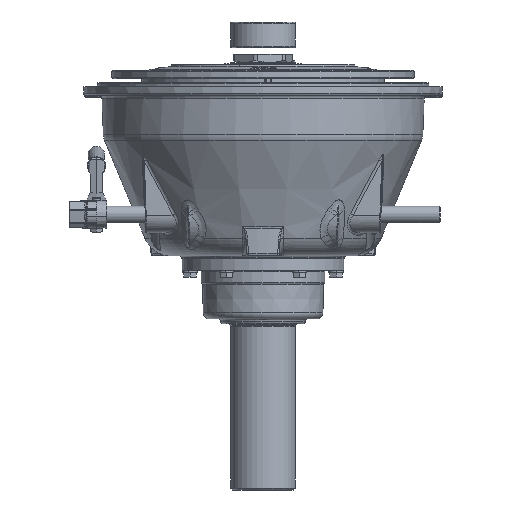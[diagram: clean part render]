
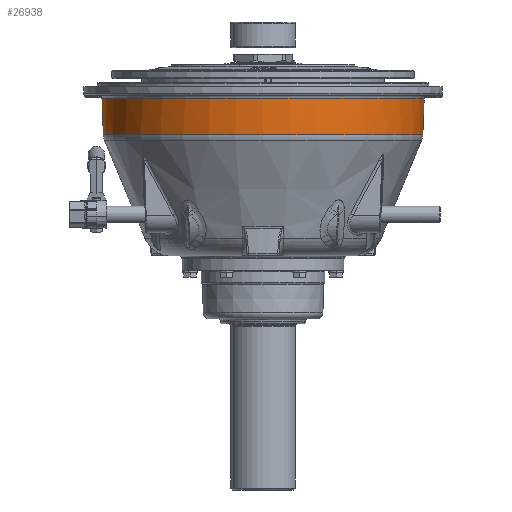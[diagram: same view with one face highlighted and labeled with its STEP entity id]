
A CAD part, front view. The second image highlights one B-rep face of the part: STEP entity #26938.
In plain terms, the highlighted conical face has half-angle 2.082 degrees and reference radius 246.481 mm.
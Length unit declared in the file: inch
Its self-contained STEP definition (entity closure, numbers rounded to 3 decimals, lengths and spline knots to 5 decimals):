
#740 = ORIENTED_EDGE ( 'NONE', *, *, #70441, .T. ) ;
#2349 = VERTEX_POINT ( 'NONE', #40981 ) ;
#3163 = AXIS2_PLACEMENT_3D ( 'NONE', #57726, #18233, #64381 ) ;
#5103 = FACE_OUTER_BOUND ( 'NONE', #51486, .T. ) ;
#5643 = DIRECTION ( 'NONE',  ( 0., 0., -1. ) ) ;
#5655 = AXIS2_PLACEMENT_3D ( 'NONE', #65344, #25805, #71942 ) ;
#6134 = CARTESIAN_POINT ( 'NONE',  ( -9.76809, -0.54941, -0.72814 ) ) ;
#6600 = CARTESIAN_POINT ( 'NONE',  ( 9.76895, -0.55027, -0.70314 ) ) ;
#7708 = CIRCLE ( 'NONE', #84587, 9.78517 ) ;
#7896 = CARTESIAN_POINT ( 'NONE',  ( 9.70397, 0., -2.91633 ) ) ;
#11117 = VERTEX_POINT ( 'NONE', #36487 ) ;
#11633 = EDGE_CURVE ( 'NONE', #11117, #23908, #7708, .T. ) ;
#12713 = ORIENTED_EDGE ( 'NONE', *, *, #49062, .T. ) ;
#13257 = CARTESIAN_POINT ( 'NONE',  ( 9.76964, -0.55097, -0.6831 ) ) ;
#14443 = CARTESIAN_POINT ( 'NONE',  ( -9.78326, 0., -0.73564 ) ) ;
#15565 = CARTESIAN_POINT ( 'NONE',  ( 0., 0., -0.6831 ) ) ;
#18233 = DIRECTION ( 'NONE',  ( 0., 0., -1. ) ) ;
#21738 = VERTEX_POINT ( 'NONE', #14443 ) ;
#22202 = DIRECTION ( 'NONE',  ( 1., 0., 0. ) ) ;
#22638 = ORIENTED_EDGE ( 'NONE', *, *, #34913, .T. ) ;
#23908 = VERTEX_POINT ( 'NONE', #49616 ) ;
#25669 = EDGE_CURVE ( 'NONE', #65581, #58175, #31089, .T. ) ;
#25693 = CARTESIAN_POINT ( 'NONE',  ( -9.76964, -0.55097, -0.6831 ) ) ;
#25805 = DIRECTION ( 'NONE',  ( 0., 0., 1. ) ) ;
#26169 = CARTESIAN_POINT ( 'NONE',  ( 9.76783, -0.54915, -0.73564 ) ) ;
#26938 = ADVANCED_FACE ( 'NONE', ( #5103 ), #62802, .T. ) ;
#29153 = AXIS2_PLACEMENT_3D ( 'NONE', #76618, #50381, #57289 ) ;
#31089 = LINE ( 'NONE', #7896, #64057 ) ;
#32825 = CARTESIAN_POINT ( 'NONE',  ( 9.76809, -0.54941, -0.72814 ) ) ;
#33851 = B_SPLINE_CURVE_WITH_KNOTS ( 'NONE', 3,
 ( #25693, #78494, #38984, #85058, #45637, #6134, #52202 ),
 .UNSPECIFIED., .F., .F.,
 ( 4, 3, 4 ),
 ( 0., 0.00076, 0.00134 ),
 .UNSPECIFIED. ) ;
#34537 = EDGE_CURVE ( 'NONE', #2349, #65581, #78199, .T. ) ;
#34913 = EDGE_CURVE ( 'NONE', #23908, #46907, #33851, .T. ) ;
#36487 = CARTESIAN_POINT ( 'NONE',  ( 9.76964, -0.55097, -0.6831 ) ) ;
#37493 = ORIENTED_EDGE ( 'NONE', *, *, #11633, .T. ) ;
#38984 = CARTESIAN_POINT ( 'NONE',  ( -9.76895, -0.55027, -0.70314 ) ) ;
#40222 = VECTOR ( 'NONE', #78613, 39.37008 ) ;
#40981 = CARTESIAN_POINT ( 'NONE',  ( -9.70397, 0., -2.91633 ) ) ;
#43277 = CIRCLE ( 'NONE', #47532, 9.78326 ) ;
#43942 = ORIENTED_EDGE ( 'NONE', *, *, #25669, .T. ) ;
#44618 = CARTESIAN_POINT ( 'NONE',  ( 9.76783, -0.54915, -0.73564 ) ) ;
#45125 = CARTESIAN_POINT ( 'NONE',  ( 0., 0., -0.73564 ) ) ;
#45637 = CARTESIAN_POINT ( 'NONE',  ( -9.76835, -0.54967, -0.72065 ) ) ;
#46023 = B_SPLINE_CURVE_WITH_KNOTS ( 'NONE', 3,
 ( #26169, #32825, #85509, #46102, #6600, #52686, #13257 ),
 .UNSPECIFIED., .F., .F.,
 ( 4, 3, 4 ),
 ( 0., 0.00057, 0.00134 ),
 .UNSPECIFIED. ) ;
#46102 = CARTESIAN_POINT ( 'NONE',  ( 9.76861, -0.54993, -0.71315 ) ) ;
#46907 = VERTEX_POINT ( 'NONE', #79397 ) ;
#47362 = ORIENTED_EDGE ( 'NONE', *, *, #34537, .T. ) ;
#47532 = AXIS2_PLACEMENT_3D ( 'NONE', #45125, #5643, #51737 ) ;
#49062 = EDGE_CURVE ( 'NONE', #58175, #80418, #43277, .T. ) ;
#49616 = CARTESIAN_POINT ( 'NONE',  ( -9.76964, -0.55097, -0.6831 ) ) ;
#50381 = DIRECTION ( 'NONE',  ( 0., 0., 1. ) ) ;
#50564 = ORIENTED_EDGE ( 'NONE', *, *, #72397, .T. ) ;
#51486 = EDGE_LOOP ( 'NONE', ( #66220, #47362, #43942, #12713, #50564, #37493, #22638, #740 ) ) ;
#51737 = DIRECTION ( 'NONE',  ( 1., 0., 0. ) ) ;
#52060 = CIRCLE ( 'NONE', #3163, 9.78326 ) ;
#52202 = CARTESIAN_POINT ( 'NONE',  ( -9.76783, -0.54915, -0.73564 ) ) ;
#52686 = CARTESIAN_POINT ( 'NONE',  ( 9.7693, -0.55062, -0.69312 ) ) ;
#57289 = DIRECTION ( 'NONE',  ( 1., 0., 0. ) ) ;
#57726 = CARTESIAN_POINT ( 'NONE',  ( 0., 0., -0.73564 ) ) ;
#58175 = VERTEX_POINT ( 'NONE', #82171 ) ;
#61701 = DIRECTION ( 'NONE',  ( 0., 0., -1. ) ) ;
#62802 = CONICAL_SURFACE ( 'NONE', #29153, 9.70397, 0.036 ) ;
#64057 = VECTOR ( 'NONE', #80256, 39.37008 ) ;
#64381 = DIRECTION ( 'NONE',  ( -1., 0., 0. ) ) ;
#65344 = CARTESIAN_POINT ( 'NONE',  ( 0., 0., -2.91633 ) ) ;
#65581 = VERTEX_POINT ( 'NONE', #74079 ) ;
#66220 = ORIENTED_EDGE ( 'NONE', *, *, #81730, .F. ) ;
#70441 = EDGE_CURVE ( 'NONE', #46907, #21738, #52060, .T. ) ;
#71942 = DIRECTION ( 'NONE',  ( 1., 0., 0. ) ) ;
#71965 = CARTESIAN_POINT ( 'NONE',  ( -9.70397, 0., -2.91633 ) ) ;
#72397 = EDGE_CURVE ( 'NONE', #80418, #11117, #46023, .T. ) ;
#74079 = CARTESIAN_POINT ( 'NONE',  ( 9.70397, 0., -2.91633 ) ) ;
#75284 = LINE ( 'NONE', #71965, #40222 ) ;
#76618 = CARTESIAN_POINT ( 'NONE',  ( 0., 0., -2.91633 ) ) ;
#78199 = CIRCLE ( 'NONE', #5655, 9.70397 ) ;
#78494 = CARTESIAN_POINT ( 'NONE',  ( -9.7693, -0.55062, -0.69312 ) ) ;
#78613 = DIRECTION ( 'NONE',  ( -0.036, 0., 0.999 ) ) ;
#79397 = CARTESIAN_POINT ( 'NONE',  ( -9.76783, -0.54915, -0.73564 ) ) ;
#80256 = DIRECTION ( 'NONE',  ( 0.036, 0., 0.999 ) ) ;
#80418 = VERTEX_POINT ( 'NONE', #44618 ) ;
#81730 = EDGE_CURVE ( 'NONE', #2349, #21738, #75284, .T. ) ;
#82171 = CARTESIAN_POINT ( 'NONE',  ( 9.78326, 0., -0.73564 ) ) ;
#84587 = AXIS2_PLACEMENT_3D ( 'NONE', #15565, #61701, #22202 ) ;
#85058 = CARTESIAN_POINT ( 'NONE',  ( -9.76861, -0.54993, -0.71315 ) ) ;
#85509 = CARTESIAN_POINT ( 'NONE',  ( 9.76835, -0.54967, -0.72065 ) ) ;
